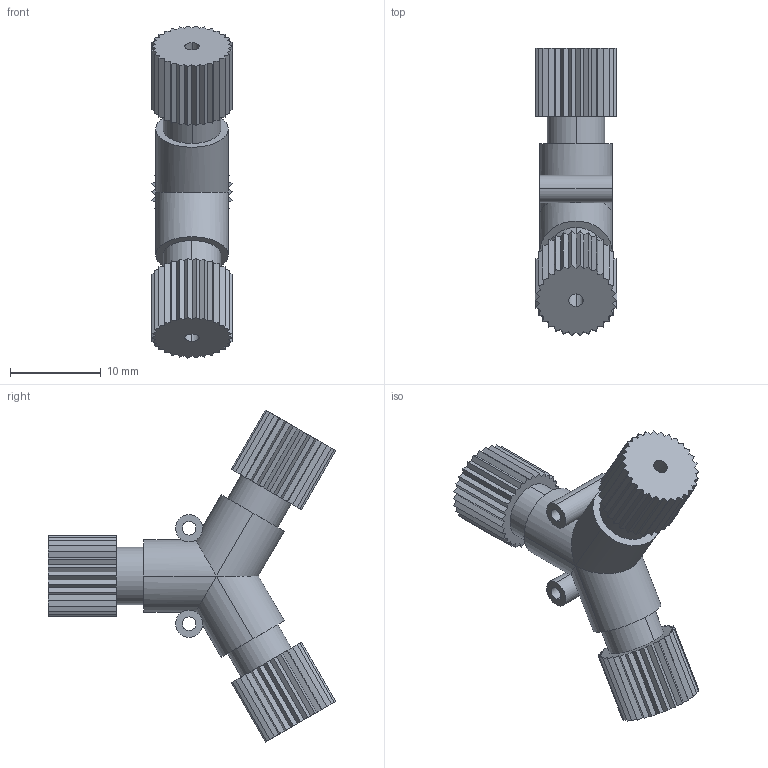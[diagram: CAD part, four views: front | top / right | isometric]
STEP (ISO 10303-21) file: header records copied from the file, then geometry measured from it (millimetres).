
FILE_DESCRIPTION (( 'STEP AP203' ), '1' );
FILE_NAME ('20-019450.step', '2022-03-22T13:18:37', ( '' ), ( '' ), 'SwSTEP 2.0', 'SolidWorks 2021', '' );
FILE_SCHEMA (( 'CONFIG_CONTROL_DESIGN' ));
Length unit declared in the file: millimetre
Products named in the file (1): 20-019450
Bounding box: 9 x 31.63 x 36.52 mm (x, y, z)
Volume: 2371 mm3; surface area: 3017.6 mm2
Topology: 4 solids, 4 shells, 228 faces, 642 edges, 424 vertices
Faces by surface type: plane 196, cylinder 32
Entity records: 7461 total; most frequent: CARTESIAN_POINT 1455, ORIENTED_EDGE 1284, DIRECTION 1136, EDGE_CURVE 642, LINE 574, VECTOR 574, VERTEX_POINT 424, AXIS2_PLACEMENT_3D 281
